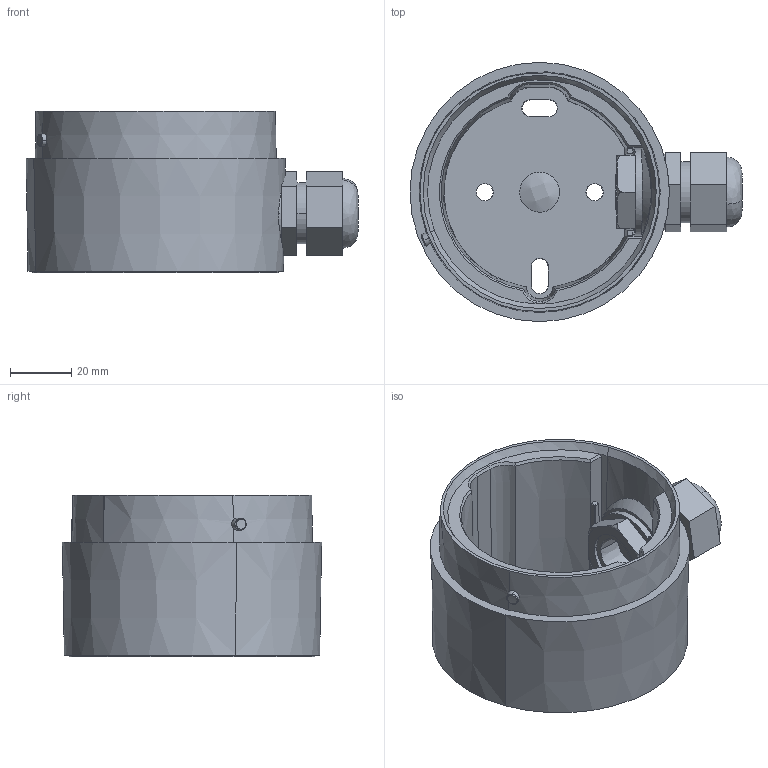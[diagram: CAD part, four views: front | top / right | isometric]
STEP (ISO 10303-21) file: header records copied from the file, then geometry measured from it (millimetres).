
FILE_DESCRIPTION (( 'STEP AP203' ), '1' );
FILE_NAME ('26170002.step', '2020-08-20T17:50:18', ( '' ), ( '' ), 'SwSTEP 2.0', 'SolidWorks 2019', '' );
FILE_SCHEMA (( 'CONFIG_CONTROL_DESIGN' ));
Length unit declared in the file: inch
Products named in the file (1): 26170002
Bounding box: 108.8 x 85 x 53 mm (x, y, z)
Volume: 125693 mm3; surface area: 40836.7 mm2
Topology: 1 solids, 3 shells, 212 faces, 534 edges, 340 vertices
Faces by surface type: plane 77, bspline 46, cone 45, cylinder 44
Entity records: 9381 total; most frequent: CARTESIAN_POINT 4642, ORIENTED_EDGE 1052, DIRECTION 838, EDGE_CURVE 526, VERTEX_POINT 340, AXIS2_PLACEMENT_3D 313, EDGE_LOOP 242, LINE 212
